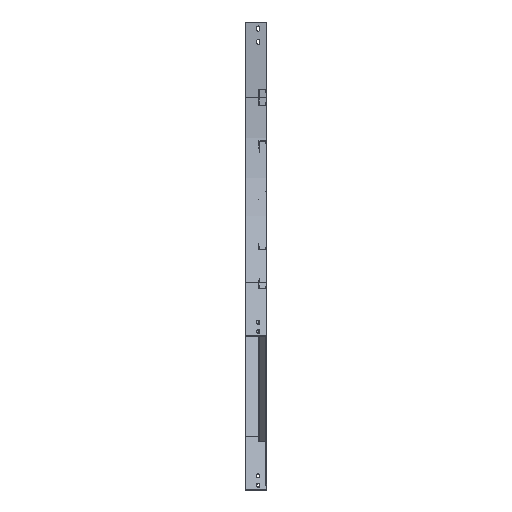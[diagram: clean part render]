
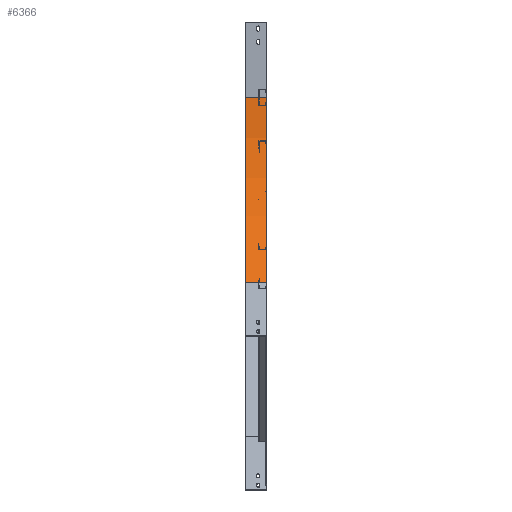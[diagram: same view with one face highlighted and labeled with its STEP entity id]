
A CAD part, left-side view. The second image highlights one B-rep face of the part: STEP entity #6366.
In plain terms, the highlighted cylindrical face has radius 600 mm (diameter 1200 mm), a partial arc.
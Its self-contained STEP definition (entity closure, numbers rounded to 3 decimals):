
#272 = DIRECTION ( 'NONE',  ( 0., 0., 1. ) ) ;
#279 = DIRECTION ( 'NONE',  ( 0., 1., 0. ) ) ;
#280 = CARTESIAN_POINT ( 'NONE',  ( -600., 0., -173. ) ) ;
#470 = FACE_OUTER_BOUND ( 'NONE', #5567, .T. ) ;
#474 = CYLINDRICAL_SURFACE ( 'NONE', #2705, 600. ) ;
#2317 = CARTESIAN_POINT ( 'NONE',  ( 0., -41.13, -173. ) ) ;
#2318 = DIRECTION ( 'NONE',  ( 0., -1., 0. ) ) ;
#2325 = DIRECTION ( 'NONE',  ( 0., -1., 0. ) ) ;
#2327 = CARTESIAN_POINT ( 'NONE',  ( -175.736, -41.13, -597.264 ) ) ;
#2328 = CARTESIAN_POINT ( 'NONE',  ( -600., 7.07, -173. ) ) ;
#2329 = DIRECTION ( 'NONE',  ( 0., 1., 0. ) ) ;
#2330 = DIRECTION ( 'NONE',  ( 0., 0., 1. ) ) ;
#2332 = CARTESIAN_POINT ( 'NONE',  ( -600., -41.13, -173. ) ) ;
#2333 = DIRECTION ( 'NONE',  ( 0., 1., 0. ) ) ;
#2334 = DIRECTION ( 'NONE',  ( 0., 0., 1. ) ) ;
#2705 = AXIS2_PLACEMENT_3D ( 'NONE', #280, #279, #272 ) ;
#3037 = CARTESIAN_POINT ( 'NONE',  ( -175.736, -41.13, -597.264 ) ) ;
#3038 = CARTESIAN_POINT ( 'NONE',  ( -175.736, 7.07, -597.264 ) ) ;
#3043 = CARTESIAN_POINT ( 'NONE',  ( 0., -41.13, -173. ) ) ;
#3045 = CARTESIAN_POINT ( 'NONE',  ( 0., 7.07, -173. ) ) ;
#3506 = EDGE_CURVE ( 'NONE', #6175, #6173, #4764, .T. ) ;
#3507 = EDGE_CURVE ( 'NONE', #6175, #6168, #4737, .T. ) ;
#3508 = EDGE_CURVE ( 'NONE', #6168, #6167, #4765, .T. ) ;
#3509 = EDGE_CURVE ( 'NONE', #6173, #6167, #4768, .T. ) ;
#4531 = AXIS2_PLACEMENT_3D ( 'NONE', #2328, #2329, #2330 ) ;
#4532 = AXIS2_PLACEMENT_3D ( 'NONE', #2332, #2333, #2334 ) ;
#4737 = CIRCLE ( 'NONE', #4531, 600. ) ;
#4764 = LINE ( 'NONE', #2317, #4766 ) ;
#4765 = LINE ( 'NONE', #2327, #4769 ) ;
#4766 = VECTOR ( 'NONE', #2318, 1000. ) ;
#4768 = CIRCLE ( 'NONE', #4532, 600. ) ;
#4769 = VECTOR ( 'NONE', #2325, 1000. ) ;
#5567 = EDGE_LOOP ( 'NONE', ( #6031, #6032, #6033, #6034 ) ) ;
#6031 = ORIENTED_EDGE ( 'NONE', *, *, #3506, .F. ) ;
#6032 = ORIENTED_EDGE ( 'NONE', *, *, #3507, .T. ) ;
#6033 = ORIENTED_EDGE ( 'NONE', *, *, #3508, .T. ) ;
#6034 = ORIENTED_EDGE ( 'NONE', *, *, #3509, .F. ) ;
#6167 = VERTEX_POINT ( 'NONE', #3037 ) ;
#6168 = VERTEX_POINT ( 'NONE', #3038 ) ;
#6173 = VERTEX_POINT ( 'NONE', #3043 ) ;
#6175 = VERTEX_POINT ( 'NONE', #3045 ) ;
#6366 = ADVANCED_FACE ( 'NONE', ( #470 ), #474, .F. ) ;
